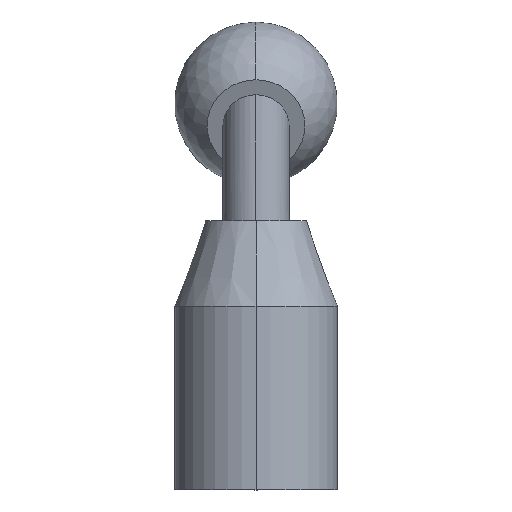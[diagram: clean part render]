
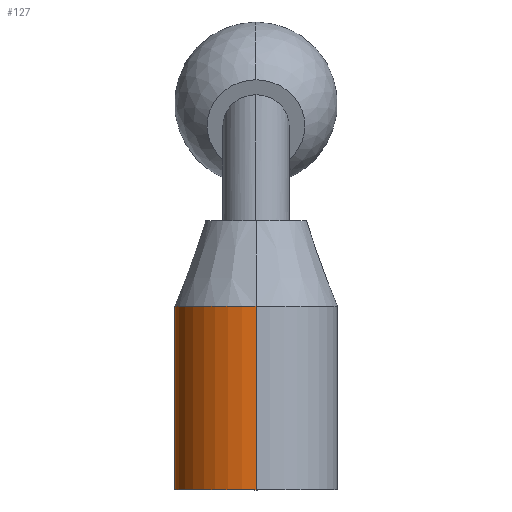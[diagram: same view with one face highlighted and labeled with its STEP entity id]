
A CAD part, left-side view. The second image highlights one B-rep face of the part: STEP entity #127.
In plain terms, the highlighted cylindrical face has radius 10 mm (diameter 20 mm), a partial arc.
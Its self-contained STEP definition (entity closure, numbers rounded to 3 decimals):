
#89=VERTEX_POINT('',#235);
#111=EDGE_CURVE('',#135,#89,#258,.T.);
#119=EDGE_CURVE('',#89,#147,#269,.T.);
#127=ADVANCED_FACE('',(#277),#278,.T.);
#135=VERTEX_POINT('',#287);
#137=EDGE_CURVE('',#179,#147,#289,.T.);
#139=EDGE_CURVE('',#179,#135,#291,.T.);
#147=VERTEX_POINT('',#301);
#179=VERTEX_POINT('',#336);
#235=CARTESIAN_POINT('',(10.0,0.,0.));
#258=CIRCLE('',#471,10.0);
#269=LINE('',#483,#484);
#277=FACE_OUTER_BOUND('',#511,.T.);
#278=CYLINDRICAL_SURFACE('',#512,10.0);
#287=CARTESIAN_POINT('',(-10.0,0.,0.));
#289=CIRCLE('',#525,10.0);
#291=LINE('',#528,#529);
#301=CARTESIAN_POINT('',(10.0,0.,22.5));
#336=CARTESIAN_POINT('',(-10.0,0.,22.5));
#471=AXIS2_PLACEMENT_3D('',#665,#666,#667);
#483=CARTESIAN_POINT('',(10.0,0.,11.25));
#484=VECTOR('',#685,1.0);
#511=EDGE_LOOP('',(#690,#691,#692,#693));
#512=AXIS2_PLACEMENT_3D('',#694,#695,#696);
#525=AXIS2_PLACEMENT_3D('',#707,#708,#709);
#528=CARTESIAN_POINT('',(-10.0,0.,11.25));
#529=VECTOR('',#710,1.0);
#665=CARTESIAN_POINT('',(0.0,0.,0.));
#666=DIRECTION('',(-0.0,0.0,-1.0));
#667=DIRECTION('',(-1.0,0.,0.0));
#685=DIRECTION('',(-0.0,-0.0,1.0));
#690=ORIENTED_EDGE('',*,*,#139,.F.);
#691=ORIENTED_EDGE('',*,*,#137,.T.);
#692=ORIENTED_EDGE('',*,*,#119,.F.);
#693=ORIENTED_EDGE('',*,*,#111,.F.);
#694=CARTESIAN_POINT('',(0.0,0.,11.25));
#695=DIRECTION('',(0.0,-0.0,1.0));
#696=DIRECTION('',(-1.0,0.,0.0));
#707=CARTESIAN_POINT('',(0.0,0.,22.5));
#708=DIRECTION('',(-0.0,0.0,-1.0));
#709=DIRECTION('',(-1.0,0.,0.0));
#710=DIRECTION('',(0.0,0.0,-1.0));
